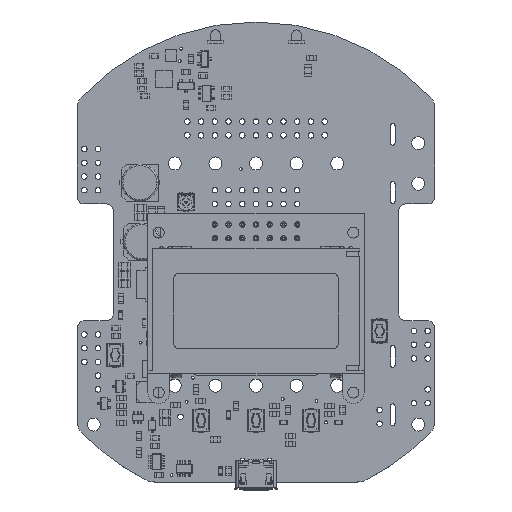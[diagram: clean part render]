
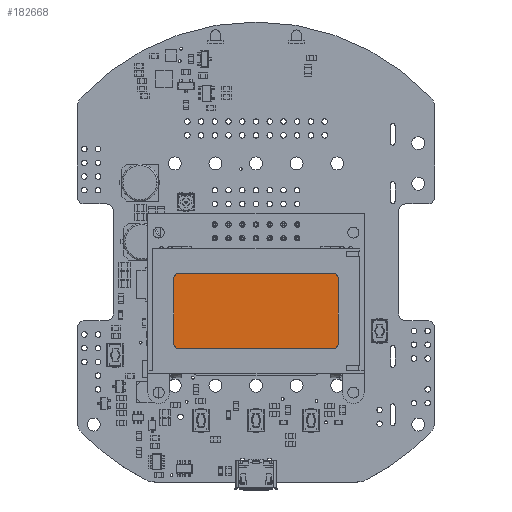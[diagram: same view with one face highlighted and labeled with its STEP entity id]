
A CAD part, top view. The second image highlights one B-rep face of the part: STEP entity #182668.
In plain terms, the highlighted planar face has unit normal (0, 0, 1).
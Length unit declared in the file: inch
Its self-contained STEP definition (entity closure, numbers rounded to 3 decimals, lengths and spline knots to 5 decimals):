
#413 = CARTESIAN_POINT ( 'NONE',  ( 0.55906, -0.63051, 0.53759 ) ) ;
#2691 = CARTESIAN_POINT ( 'NONE',  ( -0.55906, -0.1187, 0.53759 ) ) ;
#10047 = CARTESIAN_POINT ( 'NONE',  ( -0.59843, -0.1187, 0.53759 ) ) ;
#12647 = AXIS2_PLACEMENT_3D ( 'NONE', #299348, #70041, #264691 ) ;
#14822 = EDGE_CURVE ( 'NONE', #273018, #213359, #157617, .T. ) ;
#16269 = DIRECTION ( 'NONE',  ( 0., -1., 0. ) ) ;
#18465 = DIRECTION ( 'NONE',  ( 0., 1., 0. ) ) ;
#25421 = DIRECTION ( 'NONE',  ( -1., 0., 0. ) ) ;
#27608 = CIRCLE ( 'NONE', #75920, 0.03937 ) ;
#29590 = EDGE_CURVE ( 'NONE', #83569, #273018, #236493, .T. ) ;
#30255 = EDGE_CURVE ( 'NONE', #213359, #74187, #322982, .T. ) ;
#39589 = VERTEX_POINT ( 'NONE', #144641 ) ;
#42233 = DIRECTION ( 'NONE',  ( 0., 0., -1. ) ) ;
#44472 = CARTESIAN_POINT ( 'NONE',  ( -0.55906, -0.59114, 0.53759 ) ) ;
#47769 = DIRECTION ( 'NONE',  ( 0., 0., 1. ) ) ;
#50007 = VERTEX_POINT ( 'NONE', #116699 ) ;
#52245 = DIRECTION ( 'NONE',  ( 1., 0., 0. ) ) ;
#54184 = ORIENTED_EDGE ( 'NONE', *, *, #14822, .T. ) ;
#57407 = EDGE_CURVE ( 'NONE', #199859, #275235, #271080, .T. ) ;
#67415 = FACE_OUTER_BOUND ( 'NONE', #177109, .T. ) ;
#70041 = DIRECTION ( 'NONE',  ( 0., 0., 1. ) ) ;
#74187 = VERTEX_POINT ( 'NONE', #284161 ) ;
#75920 = AXIS2_PLACEMENT_3D ( 'NONE', #169159, #170819, #18465 ) ;
#82972 = CARTESIAN_POINT ( 'NONE',  ( 0.55906, -0.63051, 0.53759 ) ) ;
#83569 = VERTEX_POINT ( 'NONE', #266841 ) ;
#94215 = VECTOR ( 'NONE', #200446, 39.37008 ) ;
#98000 = ORIENTED_EDGE ( 'NONE', *, *, #29590, .T. ) ;
#116699 = CARTESIAN_POINT ( 'NONE',  ( 0.55906, -0.07933, 0.53759 ) ) ;
#122071 = ORIENTED_EDGE ( 'NONE', *, *, #30255, .T. ) ;
#124249 = LINE ( 'NONE', #254680, #169627 ) ;
#126747 = AXIS2_PLACEMENT_3D ( 'NONE', #2691, #188455, #290607 ) ;
#127626 = AXIS2_PLACEMENT_3D ( 'NONE', #296739, #42233, #144362 ) ;
#143840 = ORIENTED_EDGE ( 'NONE', *, *, #213124, .T. ) ;
#144362 = DIRECTION ( 'NONE',  ( 0., 1., 0. ) ) ;
#144641 = CARTESIAN_POINT ( 'NONE',  ( 0.59843, -0.1187, 0.53759 ) ) ;
#152252 = CARTESIAN_POINT ( 'NONE',  ( -0.55906, -0.07933, 0.53759 ) ) ;
#157617 = LINE ( 'NONE', #413, #312487 ) ;
#160020 = EDGE_CURVE ( 'NONE', #74187, #39589, #223927, .T. ) ;
#169159 = CARTESIAN_POINT ( 'NONE',  ( 0.55906, -0.1187, 0.53759 ) ) ;
#169627 = VECTOR ( 'NONE', #25421, 39.37008 ) ;
#170819 = DIRECTION ( 'NONE',  ( 0., 0., 1. ) ) ;
#175256 = CARTESIAN_POINT ( 'NONE',  ( 0.59843, -0.1187, 0.53759 ) ) ;
#177109 = EDGE_LOOP ( 'NONE', ( #290474, #269452, #196249, #143840, #98000, #54184, #122071, #269229 ) ) ;
#182668 = ADVANCED_FACE ( 'NONE', ( #67415 ), #291813, .F. ) ;
#188455 = DIRECTION ( 'NONE',  ( 0., 0., 1. ) ) ;
#196249 = ORIENTED_EDGE ( 'NONE', *, *, #57407, .T. ) ;
#199859 = VERTEX_POINT ( 'NONE', #152252 ) ;
#200446 = DIRECTION ( 'NONE',  ( 0., 1., 0. ) ) ;
#201888 = EDGE_CURVE ( 'NONE', #39589, #50007, #27608, .T. ) ;
#210874 = CARTESIAN_POINT ( 'NONE',  ( -0.55906, -0.63051, 0.53759 ) ) ;
#213124 = EDGE_CURVE ( 'NONE', #275235, #83569, #245477, .T. ) ;
#213359 = VERTEX_POINT ( 'NONE', #82972 ) ;
#223927 = LINE ( 'NONE', #175256, #94215 ) ;
#228516 = DIRECTION ( 'NONE',  ( 0., 1., 0. ) ) ;
#229279 = VECTOR ( 'NONE', #16269, 39.37008 ) ;
#236493 = CIRCLE ( 'NONE', #279130, 0.03937 ) ;
#245477 = LINE ( 'NONE', #10047, #229279 ) ;
#254680 = CARTESIAN_POINT ( 'NONE',  ( 0.55906, -0.07933, 0.53759 ) ) ;
#254771 = EDGE_CURVE ( 'NONE', #50007, #199859, #124249, .T. ) ;
#264691 = DIRECTION ( 'NONE',  ( 0., -1., 0. ) ) ;
#266841 = CARTESIAN_POINT ( 'NONE',  ( -0.59843, -0.59114, 0.53759 ) ) ;
#269229 = ORIENTED_EDGE ( 'NONE', *, *, #160020, .T. ) ;
#269452 = ORIENTED_EDGE ( 'NONE', *, *, #254771, .T. ) ;
#271080 = CIRCLE ( 'NONE', #126747, 0.03937 ) ;
#273018 = VERTEX_POINT ( 'NONE', #210874 ) ;
#275235 = VERTEX_POINT ( 'NONE', #276020 ) ;
#276020 = CARTESIAN_POINT ( 'NONE',  ( -0.59843, -0.1187, 0.53759 ) ) ;
#279130 = AXIS2_PLACEMENT_3D ( 'NONE', #44472, #47769, #228516 ) ;
#284161 = CARTESIAN_POINT ( 'NONE',  ( 0.59843, -0.59114, 0.53759 ) ) ;
#290474 = ORIENTED_EDGE ( 'NONE', *, *, #201888, .T. ) ;
#290607 = DIRECTION ( 'NONE',  ( 0., 1., 0. ) ) ;
#291813 = PLANE ( 'NONE',  #127626 ) ;
#296739 = CARTESIAN_POINT ( 'NONE',  ( 0.55906, -0.1187, 0.53759 ) ) ;
#299348 = CARTESIAN_POINT ( 'NONE',  ( 0.55906, -0.59114, 0.53759 ) ) ;
#312487 = VECTOR ( 'NONE', #52245, 39.37008 ) ;
#322982 = CIRCLE ( 'NONE', #12647, 0.03937 ) ;
